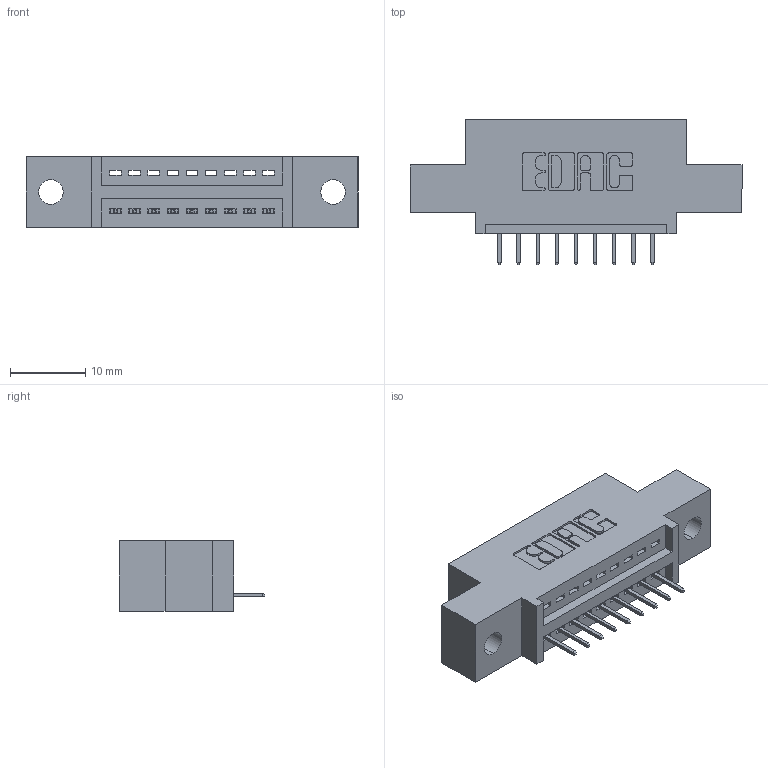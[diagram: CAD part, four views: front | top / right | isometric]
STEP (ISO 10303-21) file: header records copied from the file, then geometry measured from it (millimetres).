
FILE_DESCRIPTION (( 'STEP AP203' ), '1' );
FILE_NAME ('345-009-524-402.STEP', '2019-10-03T20:11:04', ( '' ), ( '' ), 'SwSTEP 2.0', 'SolidWorks 2016', '' );
FILE_SCHEMA (( 'CONFIG_CONTROL_DESIGN' ));
Length unit declared in the file: inch
Products named in the file (3): 345 Part_0.110 Offset - 0.128 Dia; 345-009-524-402; 345-292-001_345-293-124
Assembly tree (10 placements, depth 2):
  345-009-524-402
    345 Part_0.110 Offset - 0.128 Dia
    345-292-001_345-293-124  x9
Bounding box: 44.07 x 19.35 x 9.4 mm (x, y, z)
Volume: 3769.8 mm3; surface area: 4257.9 mm2
Topology: 10 solids, 10 shells, 688 faces, 1973 edges, 1278 vertices
Faces by surface type: plane 498, cylinder 190
Entity records: 11425 total; most frequent: CARTESIAN_POINT 1987, ORIENTED_EDGE 1930, DIRECTION 1783, EDGE_CURVE 965, VECTOR 801, LINE 801, VERTEX_POINT 638, AXIS2_PLACEMENT_3D 491
